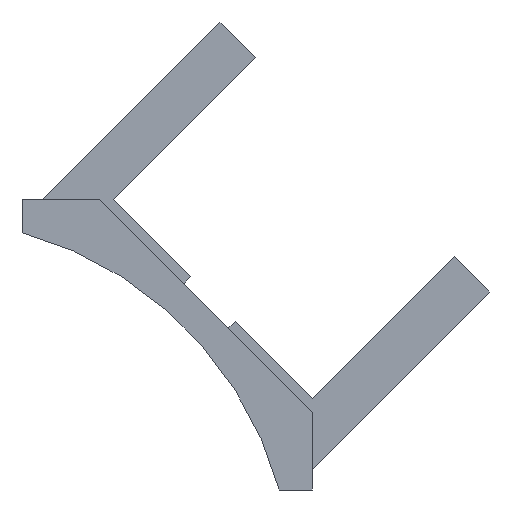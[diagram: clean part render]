
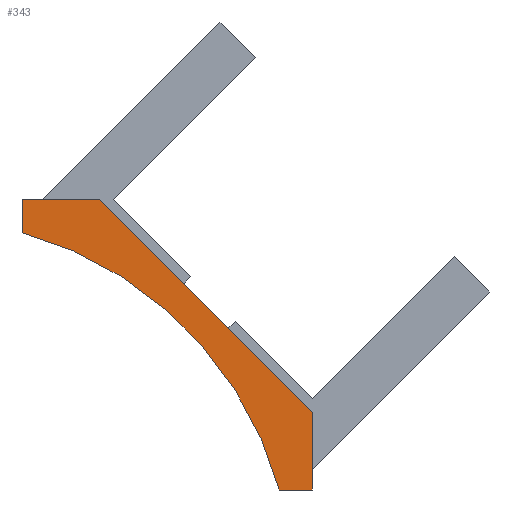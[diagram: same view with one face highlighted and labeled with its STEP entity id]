
A CAD part, left-side view. The second image highlights one B-rep face of the part: STEP entity #343.
In plain terms, the highlighted planar face has unit normal (-1, 0, 0).
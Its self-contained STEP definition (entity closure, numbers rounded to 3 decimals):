
#125 = EDGE_CURVE('',#126,#128,#130,.T.);
#126 = VERTEX_POINT('',#127);
#127 = CARTESIAN_POINT('',(-6.,28.895,-3.302));
#128 = VERTEX_POINT('',#129);
#129 = CARTESIAN_POINT('',(-6.,3.302,-28.895));
#130 = CIRCLE('',#131,36.5);
#131 = AXIS2_PLACEMENT_3D('',#132,#133,#134);
#132 = CARTESIAN_POINT('',(-6.,38.512,-38.512));
#133 = DIRECTION('',(1.,0.,0.));
#134 = DIRECTION('',(0.,1.,0.));
#220 = EDGE_CURVE('',#126,#221,#223,.T.);
#221 = VERTEX_POINT('',#222);
#222 = CARTESIAN_POINT('',(-6.,28.895,0.));
#223 = LINE('',#224,#225);
#224 = CARTESIAN_POINT('',(-6.,28.895,-3.302));
#225 = VECTOR('',#226,1.);
#226 = DIRECTION('',(0.,0.,1.));
#299 = EDGE_CURVE('',#128,#300,#302,.T.);
#300 = VERTEX_POINT('',#301);
#301 = CARTESIAN_POINT('',(-6.,0.,-28.895));
#302 = LINE('',#303,#304);
#303 = CARTESIAN_POINT('',(-6.,3.302,-28.895));
#304 = VECTOR('',#305,1.);
#305 = DIRECTION('',(0.,-1.,0.));
#343 = ADVANCED_FACE('',(#344),#371,.F.);
#344 = FACE_BOUND('',#345,.F.);
#345 = EDGE_LOOP('',(#346,#347,#348,#356,#364,#370));
#346 = ORIENTED_EDGE('',*,*,#125,.F.);
#347 = ORIENTED_EDGE('',*,*,#220,.T.);
#348 = ORIENTED_EDGE('',*,*,#349,.T.);
#349 = EDGE_CURVE('',#221,#350,#352,.T.);
#350 = VERTEX_POINT('',#351);
#351 = CARTESIAN_POINT('',(-6.,21.213,0.));
#352 = LINE('',#353,#354);
#353 = CARTESIAN_POINT('',(-6.,28.895,0.));
#354 = VECTOR('',#355,1.);
#355 = DIRECTION('',(0.,-1.,0.));
#356 = ORIENTED_EDGE('',*,*,#357,.T.);
#357 = EDGE_CURVE('',#350,#358,#360,.T.);
#358 = VERTEX_POINT('',#359);
#359 = CARTESIAN_POINT('',(-6.,0.,-21.213));
#360 = LINE('',#361,#362);
#361 = CARTESIAN_POINT('',(-6.,21.213,0.));
#362 = VECTOR('',#363,1.);
#363 = DIRECTION('',(0.,-0.707,-0.707)
  );
#364 = ORIENTED_EDGE('',*,*,#365,.F.);
#365 = EDGE_CURVE('',#300,#358,#366,.T.);
#366 = LINE('',#367,#368);
#367 = CARTESIAN_POINT('',(-6.,0.,-28.895));
#368 = VECTOR('',#369,1.);
#369 = DIRECTION('',(0.,0.,1.));
#370 = ORIENTED_EDGE('',*,*,#299,.F.);
#371 = PLANE('',#372);
#372 = AXIS2_PLACEMENT_3D('',#373,#374,#375);
#373 = CARTESIAN_POINT('',(-6.,12.744,-12.744));
#374 = DIRECTION('',(1.,0.,0.));
#375 = DIRECTION('',(0.,0.,1.));
